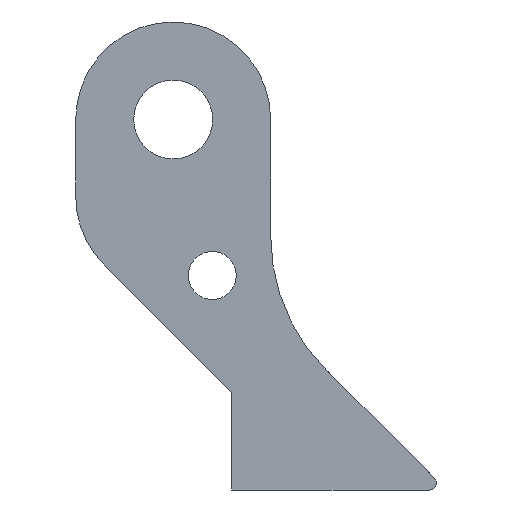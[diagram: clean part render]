
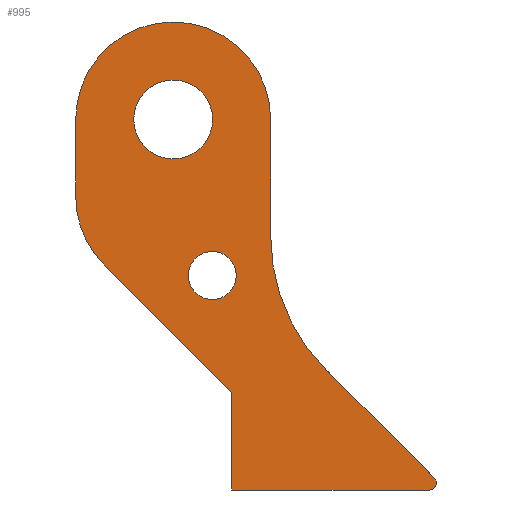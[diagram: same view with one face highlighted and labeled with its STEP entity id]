
A CAD part, left-side view. The second image highlights one B-rep face of the part: STEP entity #995.
In plain terms, the highlighted planar face has unit normal (-1, 0, 0).
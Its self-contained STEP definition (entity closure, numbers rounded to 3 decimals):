
#10 = VERTEX_POINT ( 'NONE', #402 ) ;
#14 = EDGE_CURVE ( 'NONE', #42, #10, #881, .T. ) ;
#20 = DIRECTION ( 'NONE',  ( 0., 1., 0. ) ) ;
#24 = CARTESIAN_POINT ( 'NONE',  ( -62.5, -5.828, -4.828 ) ) ;
#35 = VERTEX_POINT ( 'NONE', #878 ) ;
#37 = ORIENTED_EDGE ( 'NONE', *, *, #820, .F. ) ;
#39 = CIRCLE ( 'NONE', #600, 2.025 ) ;
#40 = DIRECTION ( 'NONE',  ( 0., 0., -1. ) ) ;
#42 = VERTEX_POINT ( 'NONE', #941 ) ;
#46 = DIRECTION ( 'NONE',  ( 0., 0., 1. ) ) ;
#52 = DIRECTION ( 'NONE',  ( 0., 0., -1. ) ) ;
#53 = EDGE_LOOP ( 'NONE', ( #910, #544 ) ) ;
#60 = ORIENTED_EDGE ( 'NONE', *, *, #934, .F. ) ;
#71 = VERTEX_POINT ( 'NONE', #789 ) ;
#73 = LINE ( 'NONE', #384, #950 ) ;
#78 = CIRCLE ( 'NONE', #301, 9.657 ) ;
#85 = VERTEX_POINT ( 'NONE', #728 ) ;
#86 = VERTEX_POINT ( 'NONE', #178 ) ;
#90 = AXIS2_PLACEMENT_3D ( 'NONE', #996, #689, #40 ) ;
#92 = LINE ( 'NONE', #651, #330 ) ;
#93 = VECTOR ( 'NONE', #282, 1000. ) ;
#97 = ORIENTED_EDGE ( 'NONE', *, *, #312, .F. ) ;
#106 = CIRCLE ( 'NONE', #90, 0.36 ) ;
#108 = EDGE_LOOP ( 'NONE', ( #97, #37, #559, #144, #952, #667, #131, #60, #182, #822 ) ) ;
#116 = ORIENTED_EDGE ( 'NONE', *, *, #258, .T. ) ;
#131 = ORIENTED_EDGE ( 'NONE', *, *, #485, .F. ) ;
#133 = DIRECTION ( 'NONE',  ( 0., 0., -1. ) ) ;
#140 = DIRECTION ( 'NONE',  ( 0., 0., -1. ) ) ;
#144 = ORIENTED_EDGE ( 'NONE', *, *, #342, .F. ) ;
#157 = DIRECTION ( 'NONE',  ( 0., 0., -1. ) ) ;
#169 = LINE ( 'NONE', #570, #498 ) ;
#178 = CARTESIAN_POINT ( 'NONE',  ( -62.5, -11.385, -10.385 ) ) ;
#182 = ORIENTED_EDGE ( 'NONE', *, *, #308, .F. ) ;
#201 = VERTEX_POINT ( 'NONE', #24 ) ;
#209 = CARTESIAN_POINT ( 'NONE',  ( -62.5, -11.385, -10.385 ) ) ;
#210 = DIRECTION ( 'NONE',  ( 0., 0., -1. ) ) ;
#214 = CARTESIAN_POINT ( 'NONE',  ( -62.5, 2., 4.071 ) ) ;
#221 = CARTESIAN_POINT ( 'NONE',  ( -62.5, -3., 8. ) ) ;
#226 = CARTESIAN_POINT ( 'NONE',  ( -62.5, -11.131, -10.64 ) ) ;
#230 = DIRECTION ( 'NONE',  ( -1., 0., 0. ) ) ;
#253 = CIRCLE ( 'NONE', #415, 2.025 ) ;
#258 = EDGE_CURVE ( 'NONE', #10, #42, #865, .T. ) ;
#282 = DIRECTION ( 'NONE',  ( 0., 0.707, 0.707 ) ) ;
#289 = LINE ( 'NONE', #538, #712 ) ;
#301 = AXIS2_PLACEMENT_3D ( 'NONE', #942, #230, #1013 ) ;
#308 = EDGE_CURVE ( 'NONE', #71, #988, #289, .T. ) ;
#310 = DIRECTION ( 'NONE',  ( 0., 0., -1. ) ) ;
#312 = EDGE_CURVE ( 'NONE', #86, #85, #106, .T. ) ;
#315 = CIRCLE ( 'NONE', #581, 5. ) ;
#330 = VECTOR ( 'NONE', #968, 1000. ) ;
#339 = VERTEX_POINT ( 'NONE', #221 ) ;
#342 = EDGE_CURVE ( 'NONE', #339, #528, #73, .T. ) ;
#359 = CARTESIAN_POINT ( 'NONE',  ( -62.5, 5.536, 0.536 ) ) ;
#371 = CARTESIAN_POINT ( 'NONE',  ( -62.5, -1., -6. ) ) ;
#384 = CARTESIAN_POINT ( 'NONE',  ( -62.5, -3., 8. ) ) ;
#388 = FACE_BOUND ( 'NONE', #53, .T. ) ;
#389 = CARTESIAN_POINT ( 'NONE',  ( -62.5, -3., 2. ) ) ;
#399 = AXIS2_PLACEMENT_3D ( 'NONE', #214, #671, #140 ) ;
#402 = CARTESIAN_POINT ( 'NONE',  ( -62.5, 0., -1.229 ) ) ;
#411 = AXIS2_PLACEMENT_3D ( 'NONE', #752, #757, #52 ) ;
#414 = EDGE_CURVE ( 'NONE', #35, #339, #315, .T. ) ;
#415 = AXIS2_PLACEMENT_3D ( 'NONE', #588, #831, #133 ) ;
#460 = FACE_BOUND ( 'NONE', #875, .T. ) ;
#463 = DIRECTION ( 'NONE',  ( 0., 0., -1. ) ) ;
#470 = VERTEX_POINT ( 'NONE', #1008 ) ;
#485 = EDGE_CURVE ( 'NONE', #815, #607, #849, .T. ) ;
#498 = VECTOR ( 'NONE', #20, 1000. ) ;
#520 = EDGE_CURVE ( 'NONE', #639, #470, #39, .T. ) ;
#528 = VERTEX_POINT ( 'NONE', #389 ) ;
#538 = CARTESIAN_POINT ( 'NONE',  ( -62.5, -1., -11. ) ) ;
#544 = ORIENTED_EDGE ( 'NONE', *, *, #520, .T. ) ;
#559 = ORIENTED_EDGE ( 'NONE', *, *, #964, .F. ) ;
#570 = CARTESIAN_POINT ( 'NONE',  ( -62.5, -11.131, -11. ) ) ;
#581 = AXIS2_PLACEMENT_3D ( 'NONE', #919, #756, #210 ) ;
#583 = LINE ( 'NONE', #209, #981 ) ;
#588 = CARTESIAN_POINT ( 'NONE',  ( -62.5, 2., 8. ) ) ;
#600 = AXIS2_PLACEMENT_3D ( 'NONE', #867, #790, #310 ) ;
#607 = VERTEX_POINT ( 'NONE', #632 ) ;
#631 = PLANE ( 'NONE',  #748 ) ;
#632 = CARTESIAN_POINT ( 'NONE',  ( -62.5, 7., 4.071 ) ) ;
#639 = VERTEX_POINT ( 'NONE', #694 ) ;
#651 = CARTESIAN_POINT ( 'NONE',  ( -62.5, 7., 8. ) ) ;
#667 = ORIENTED_EDGE ( 'NONE', *, *, #817, .F. ) ;
#671 = DIRECTION ( 'NONE',  ( 1., 0., 0. ) ) ;
#686 = FACE_OUTER_BOUND ( 'NONE', #108, .T. ) ;
#689 = DIRECTION ( 'NONE',  ( 1., 0., 0. ) ) ;
#694 = CARTESIAN_POINT ( 'NONE',  ( -62.5, 2., 10.025 ) ) ;
#712 = VECTOR ( 'NONE', #46, 1000. ) ;
#728 = CARTESIAN_POINT ( 'NONE',  ( -62.5, -11.131, -11. ) ) ;
#748 = AXIS2_PLACEMENT_3D ( 'NONE', #226, #948, #1027 ) ;
#752 = CARTESIAN_POINT ( 'NONE',  ( -62.5, 0., 0. ) ) ;
#756 = DIRECTION ( 'NONE',  ( 1., 0., 0. ) ) ;
#757 = DIRECTION ( 'NONE',  ( 1., 0., 0. ) ) ;
#789 = CARTESIAN_POINT ( 'NONE',  ( -62.5, -1., -11. ) ) ;
#790 = DIRECTION ( 'NONE',  ( 1., 0., 0. ) ) ;
#795 = CARTESIAN_POINT ( 'NONE',  ( -62.5, 5.536, 0.536 ) ) ;
#797 = EDGE_CURVE ( 'NONE', #85, #71, #169, .T. ) ;
#808 = AXIS2_PLACEMENT_3D ( 'NONE', #874, #863, #157 ) ;
#815 = VERTEX_POINT ( 'NONE', #795 ) ;
#817 = EDGE_CURVE ( 'NONE', #607, #35, #92, .T. ) ;
#820 = EDGE_CURVE ( 'NONE', #201, #86, #583, .T. ) ;
#822 = ORIENTED_EDGE ( 'NONE', *, *, #797, .F. ) ;
#831 = DIRECTION ( 'NONE',  ( 1., 0., 0. ) ) ;
#842 = DIRECTION ( 'NONE',  ( 0., -0.707, -0.707 ) ) ;
#849 = CIRCLE ( 'NONE', #399, 5. ) ;
#863 = DIRECTION ( 'NONE',  ( 1., 0., 0. ) ) ;
#865 = CIRCLE ( 'NONE', #411, 1.229 ) ;
#867 = CARTESIAN_POINT ( 'NONE',  ( -62.5, 2., 8. ) ) ;
#874 = CARTESIAN_POINT ( 'NONE',  ( -62.5, 0., 0. ) ) ;
#875 = EDGE_LOOP ( 'NONE', ( #116, #939 ) ) ;
#878 = CARTESIAN_POINT ( 'NONE',  ( -62.5, 7., 8. ) ) ;
#881 = CIRCLE ( 'NONE', #808, 1.229 ) ;
#900 = EDGE_CURVE ( 'NONE', #470, #639, #253, .T. ) ;
#910 = ORIENTED_EDGE ( 'NONE', *, *, #900, .T. ) ;
#919 = CARTESIAN_POINT ( 'NONE',  ( -62.5, 2., 8. ) ) ;
#934 = EDGE_CURVE ( 'NONE', #988, #815, #993, .T. ) ;
#939 = ORIENTED_EDGE ( 'NONE', *, *, #14, .T. ) ;
#941 = CARTESIAN_POINT ( 'NONE',  ( -62.5, 0., 1.229 ) ) ;
#942 = CARTESIAN_POINT ( 'NONE',  ( -62.5, -12.657, 2. ) ) ;
#948 = DIRECTION ( 'NONE',  ( -1., 0., 0. ) ) ;
#950 = VECTOR ( 'NONE', #463, 1000. ) ;
#952 = ORIENTED_EDGE ( 'NONE', *, *, #414, .F. ) ;
#964 = EDGE_CURVE ( 'NONE', #528, #201, #78, .T. ) ;
#968 = DIRECTION ( 'NONE',  ( 0., 0., 1. ) ) ;
#981 = VECTOR ( 'NONE', #842, 1000. ) ;
#988 = VERTEX_POINT ( 'NONE', #371 ) ;
#993 = LINE ( 'NONE', #359, #93 ) ;
#995 = ADVANCED_FACE ( 'NONE', ( #388, #460, #686 ), #631, .T. ) ;
#996 = CARTESIAN_POINT ( 'NONE',  ( -62.5, -11.131, -10.64 ) ) ;
#1008 = CARTESIAN_POINT ( 'NONE',  ( -62.5, 2., 5.975 ) ) ;
#1013 = DIRECTION ( 'NONE',  ( 0., 0., -1. ) ) ;
#1027 = DIRECTION ( 'NONE',  ( 0., 0., -1. ) ) ;
